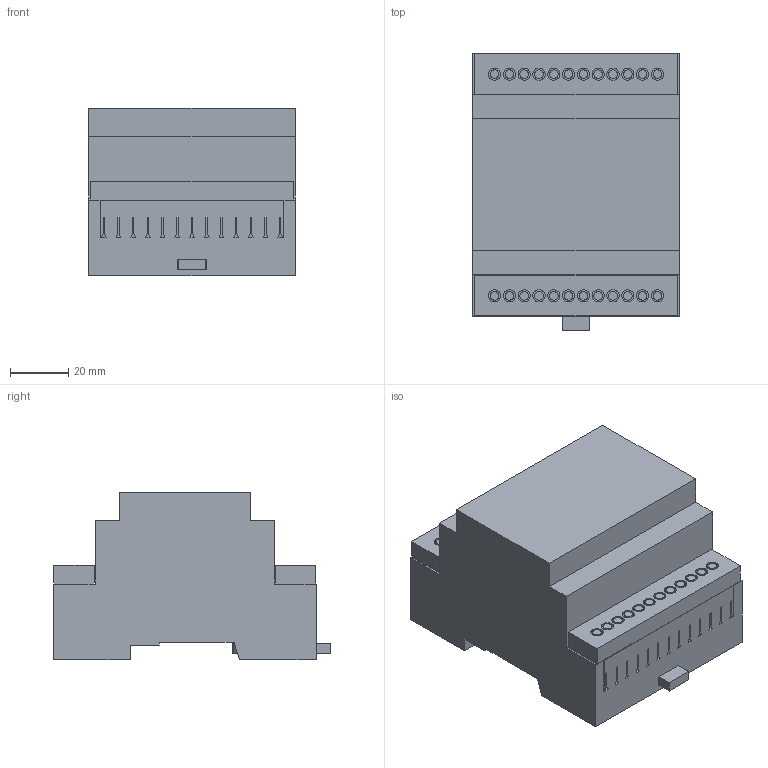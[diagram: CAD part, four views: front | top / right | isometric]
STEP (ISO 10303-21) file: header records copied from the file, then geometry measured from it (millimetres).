
FILE_DESCRIPTION(('STEP AP203'),'1');
FILE_NAME('enclosure_rnd_455-00536.stp','2020-03-27T11:48:51',('TraceParts'),('TraceParts S.A.'),'Spatial InterOp 3D',' ',' ');
FILE_SCHEMA(('CONFIG_CONTROL_DESIGN'));
Length unit declared in the file: millimetre
Products named in the file (1): 1
Bounding box: 71 x 95.13 x 57.5 mm (x, y, z)
Volume: 73076.3 mm3; surface area: 64326.5 mm2
Topology: 2 solids, 2 shells, 410 faces, 1092 edges, 724 vertices
Faces by surface type: plane 290, cylinder 120
Entity records: 12876 total; most frequent: CARTESIAN_POINT 2228, ORIENTED_EDGE 2184, DIRECTION 2156, EDGE_CURVE 1092, LINE 852, VECTOR 852, VERTEX_POINT 724, AXIS2_PLACEMENT_3D 652
